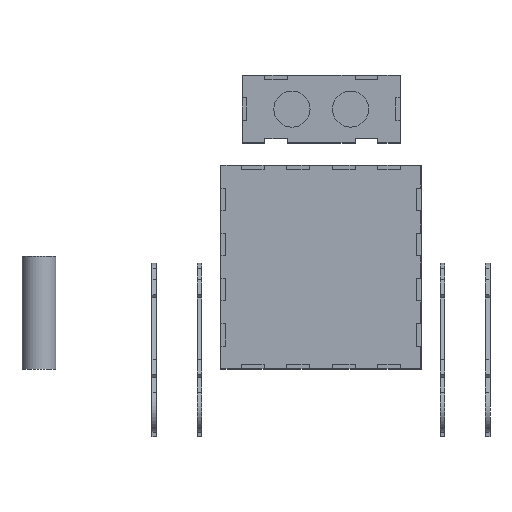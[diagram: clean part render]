
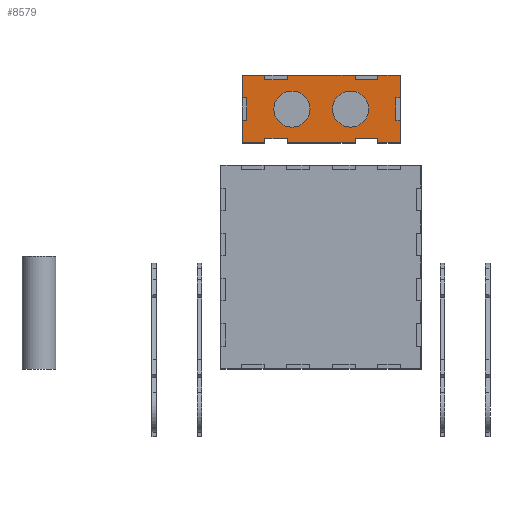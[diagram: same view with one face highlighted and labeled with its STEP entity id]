
A CAD part, top view. The second image highlights one B-rep face of the part: STEP entity #8579.
In plain terms, the highlighted planar face has unit normal (0, 0, 1).
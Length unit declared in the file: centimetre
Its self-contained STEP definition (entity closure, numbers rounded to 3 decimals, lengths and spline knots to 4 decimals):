
#95=FACE_BOUND('',#986,.T.);
#96=FACE_BOUND('',#987,.T.);
#130=CIRCLE('',#9032,0.8);
#132=CIRCLE('',#9035,0.8);
#536=FACE_OUTER_BOUND('',#985,.T.);
#985=EDGE_LOOP('',(#7321,#7322,#7323,#7324,#7325,#7326,#7327,#7328,#7329,
#7330,#7331,#7332,#7333,#7334,#7335,#7336,#7337,#7338,#7339,#7340,#7341,
#7342,#7343,#7344,#7345,#7346,#7347,#7348));
#986=EDGE_LOOP('',(#7349));
#987=EDGE_LOOP('',(#7350));
#1949=LINE('',#13165,#3113);
#1952=LINE('',#13171,#3116);
#1955=LINE('',#13177,#3119);
#1958=LINE('',#13183,#3122);
#1961=LINE('',#13189,#3125);
#1964=LINE('',#13195,#3128);
#1967=LINE('',#13201,#3131);
#1970=LINE('',#13207,#3134);
#1973=LINE('',#13213,#3137);
#1976=LINE('',#13219,#3140);
#1979=LINE('',#13225,#3143);
#1982=LINE('',#13231,#3146);
#1985=LINE('',#13237,#3149);
#1988=LINE('',#13243,#3152);
#1991=LINE('',#13249,#3155);
#1994=LINE('',#13255,#3158);
#1997=LINE('',#13261,#3161);
#2000=LINE('',#13267,#3164);
#2003=LINE('',#13273,#3167);
#2006=LINE('',#13279,#3170);
#2009=LINE('',#13285,#3173);
#2012=LINE('',#13291,#3176);
#2015=LINE('',#13297,#3179);
#2018=LINE('',#13303,#3182);
#2021=LINE('',#13309,#3185);
#2024=LINE('',#13315,#3188);
#2027=LINE('',#13321,#3191);
#2030=LINE('',#13325,#3194);
#3113=VECTOR('',#10755,1.);
#3116=VECTOR('',#10760,1.);
#3119=VECTOR('',#10765,1.);
#3122=VECTOR('',#10770,1.);
#3125=VECTOR('',#10775,1.);
#3128=VECTOR('',#10780,1.);
#3131=VECTOR('',#10785,1.);
#3134=VECTOR('',#10790,1.);
#3137=VECTOR('',#10795,1.);
#3140=VECTOR('',#10800,1.);
#3143=VECTOR('',#10805,1.);
#3146=VECTOR('',#10810,1.);
#3149=VECTOR('',#10815,1.);
#3152=VECTOR('',#10820,1.);
#3155=VECTOR('',#10825,1.);
#3158=VECTOR('',#10830,1.);
#3161=VECTOR('',#10835,1.);
#3164=VECTOR('',#10840,1.);
#3167=VECTOR('',#10845,1.);
#3170=VECTOR('',#10850,1.);
#3173=VECTOR('',#10855,1.);
#3176=VECTOR('',#10860,1.);
#3179=VECTOR('',#10865,1.);
#3182=VECTOR('',#10870,1.);
#3185=VECTOR('',#10875,1.);
#3188=VECTOR('',#10880,1.);
#3191=VECTOR('',#10885,1.);
#3194=VECTOR('',#10890,1.);
#4009=VERTEX_POINT('',#13149);
#4011=VERTEX_POINT('',#13154);
#4015=VERTEX_POINT('',#13162);
#4016=VERTEX_POINT('',#13164);
#4018=VERTEX_POINT('',#13170);
#4020=VERTEX_POINT('',#13176);
#4022=VERTEX_POINT('',#13182);
#4024=VERTEX_POINT('',#13188);
#4026=VERTEX_POINT('',#13194);
#4028=VERTEX_POINT('',#13200);
#4030=VERTEX_POINT('',#13206);
#4032=VERTEX_POINT('',#13212);
#4034=VERTEX_POINT('',#13218);
#4036=VERTEX_POINT('',#13224);
#4038=VERTEX_POINT('',#13230);
#4040=VERTEX_POINT('',#13236);
#4042=VERTEX_POINT('',#13242);
#4044=VERTEX_POINT('',#13248);
#4046=VERTEX_POINT('',#13254);
#4048=VERTEX_POINT('',#13260);
#4050=VERTEX_POINT('',#13266);
#4052=VERTEX_POINT('',#13272);
#4054=VERTEX_POINT('',#13278);
#4056=VERTEX_POINT('',#13284);
#4058=VERTEX_POINT('',#13290);
#4060=VERTEX_POINT('',#13296);
#4062=VERTEX_POINT('',#13302);
#4064=VERTEX_POINT('',#13308);
#4066=VERTEX_POINT('',#13314);
#4068=VERTEX_POINT('',#13320);
#5111=EDGE_CURVE('',#4009,#4009,#130,.T.);
#5113=EDGE_CURVE('',#4011,#4011,#132,.T.);
#5117=EDGE_CURVE('',#4016,#4015,#1949,.T.);
#5120=EDGE_CURVE('',#4018,#4016,#1952,.T.);
#5123=EDGE_CURVE('',#4020,#4018,#1955,.T.);
#5126=EDGE_CURVE('',#4022,#4020,#1958,.T.);
#5129=EDGE_CURVE('',#4024,#4022,#1961,.T.);
#5132=EDGE_CURVE('',#4026,#4024,#1964,.T.);
#5135=EDGE_CURVE('',#4028,#4026,#1967,.T.);
#5138=EDGE_CURVE('',#4030,#4028,#1970,.T.);
#5141=EDGE_CURVE('',#4032,#4030,#1973,.T.);
#5144=EDGE_CURVE('',#4034,#4032,#1976,.T.);
#5147=EDGE_CURVE('',#4036,#4034,#1979,.T.);
#5150=EDGE_CURVE('',#4038,#4036,#1982,.T.);
#5153=EDGE_CURVE('',#4040,#4038,#1985,.T.);
#5156=EDGE_CURVE('',#4042,#4040,#1988,.T.);
#5159=EDGE_CURVE('',#4044,#4042,#1991,.T.);
#5162=EDGE_CURVE('',#4046,#4044,#1994,.T.);
#5165=EDGE_CURVE('',#4048,#4046,#1997,.T.);
#5168=EDGE_CURVE('',#4050,#4048,#2000,.T.);
#5171=EDGE_CURVE('',#4052,#4050,#2003,.T.);
#5174=EDGE_CURVE('',#4054,#4052,#2006,.T.);
#5177=EDGE_CURVE('',#4056,#4054,#2009,.T.);
#5180=EDGE_CURVE('',#4058,#4056,#2012,.T.);
#5183=EDGE_CURVE('',#4060,#4058,#2015,.T.);
#5186=EDGE_CURVE('',#4062,#4060,#2018,.T.);
#5189=EDGE_CURVE('',#4064,#4062,#2021,.T.);
#5192=EDGE_CURVE('',#4066,#4064,#2024,.T.);
#5195=EDGE_CURVE('',#4068,#4066,#2027,.T.);
#5198=EDGE_CURVE('',#4015,#4068,#2030,.T.);
#7321=ORIENTED_EDGE('',*,*,#5198,.T.);
#7322=ORIENTED_EDGE('',*,*,#5195,.T.);
#7323=ORIENTED_EDGE('',*,*,#5192,.T.);
#7324=ORIENTED_EDGE('',*,*,#5189,.T.);
#7325=ORIENTED_EDGE('',*,*,#5186,.T.);
#7326=ORIENTED_EDGE('',*,*,#5183,.T.);
#7327=ORIENTED_EDGE('',*,*,#5180,.T.);
#7328=ORIENTED_EDGE('',*,*,#5177,.T.);
#7329=ORIENTED_EDGE('',*,*,#5174,.T.);
#7330=ORIENTED_EDGE('',*,*,#5171,.T.);
#7331=ORIENTED_EDGE('',*,*,#5168,.T.);
#7332=ORIENTED_EDGE('',*,*,#5165,.T.);
#7333=ORIENTED_EDGE('',*,*,#5162,.T.);
#7334=ORIENTED_EDGE('',*,*,#5159,.T.);
#7335=ORIENTED_EDGE('',*,*,#5156,.T.);
#7336=ORIENTED_EDGE('',*,*,#5153,.T.);
#7337=ORIENTED_EDGE('',*,*,#5150,.T.);
#7338=ORIENTED_EDGE('',*,*,#5147,.T.);
#7339=ORIENTED_EDGE('',*,*,#5144,.T.);
#7340=ORIENTED_EDGE('',*,*,#5141,.T.);
#7341=ORIENTED_EDGE('',*,*,#5138,.T.);
#7342=ORIENTED_EDGE('',*,*,#5135,.T.);
#7343=ORIENTED_EDGE('',*,*,#5132,.T.);
#7344=ORIENTED_EDGE('',*,*,#5129,.T.);
#7345=ORIENTED_EDGE('',*,*,#5126,.T.);
#7346=ORIENTED_EDGE('',*,*,#5123,.T.);
#7347=ORIENTED_EDGE('',*,*,#5120,.T.);
#7348=ORIENTED_EDGE('',*,*,#5117,.T.);
#7349=ORIENTED_EDGE('',*,*,#5113,.T.);
#7350=ORIENTED_EDGE('',*,*,#5111,.T.);
#8150=PLANE('',#9065);
#8579=ADVANCED_FACE('',(#536,#95,#96),#8150,.T.);
#9032=AXIS2_PLACEMENT_3D('',#13150,#10741,#10742);
#9035=AXIS2_PLACEMENT_3D('',#13155,#10747,#10748);
#9065=AXIS2_PLACEMENT_3D('',#13326,#10891,#10892);
#10741=DIRECTION('center_axis',(0.,0.,-1.));
#10742=DIRECTION('ref_axis',(1.,0.,0.));
#10747=DIRECTION('center_axis',(0.,0.,-1.));
#10748=DIRECTION('ref_axis',(1.,0.,0.));
#10755=DIRECTION('',(1.,0.,0.));
#10760=DIRECTION('',(0.,-1.,0.));
#10765=DIRECTION('',(1.,0.,0.));
#10770=DIRECTION('',(0.,1.,0.));
#10775=DIRECTION('',(1.,0.,0.));
#10780=DIRECTION('',(0.,-1.,0.));
#10785=DIRECTION('',(-1.,0.,0.));
#10790=DIRECTION('',(0.,-1.,0.));
#10795=DIRECTION('',(1.,0.,0.));
#10800=DIRECTION('',(0.,-1.,0.));
#10805=DIRECTION('',(-1.,0.,0.));
#10810=DIRECTION('',(0.,1.,0.));
#10815=DIRECTION('',(-1.,0.,0.));
#10820=DIRECTION('',(0.,-1.,0.));
#10825=DIRECTION('',(-1.,0.,0.));
#10830=DIRECTION('',(0.,1.,0.));
#10835=DIRECTION('',(-1.,0.,0.));
#10840=DIRECTION('',(0.,-1.,0.));
#10845=DIRECTION('',(-1.,0.,0.));
#10850=DIRECTION('',(0.,1.,0.));
#10855=DIRECTION('',(1.,0.,0.));
#10860=DIRECTION('',(0.,1.,0.));
#10865=DIRECTION('',(-1.,0.,0.));
#10870=DIRECTION('',(0.,1.,0.));
#10875=DIRECTION('',(1.,0.,0.));
#10880=DIRECTION('',(0.,-1.,0.));
#10885=DIRECTION('',(1.,0.,0.));
#10890=DIRECTION('',(0.,1.,0.));
#10891=DIRECTION('center_axis',(0.,0.,1.));
#10892=DIRECTION('ref_axis',(1.,0.,0.));
#13149=CARTESIAN_POINT('',(4.9999,11.5,7.2));
#13150=CARTESIAN_POINT('Origin',(5.7999,11.5,7.2));
#13154=CARTESIAN_POINT('',(2.4019,11.5,7.2));
#13155=CARTESIAN_POINT('Origin',(3.2019,11.5,7.2));
#13162=CARTESIAN_POINT('',(6.,10.,7.2));
#13164=CARTESIAN_POINT('',(3.,10.,7.2));
#13165=CARTESIAN_POINT('',(8.,10.,7.2));
#13170=CARTESIAN_POINT('',(3.,10.2,7.2));
#13171=CARTESIAN_POINT('',(3.,10.,7.2));
#13176=CARTESIAN_POINT('',(2.,10.2,7.2));
#13177=CARTESIAN_POINT('',(3.,10.2,7.2));
#13182=CARTESIAN_POINT('',(2.,10.,7.2));
#13183=CARTESIAN_POINT('',(2.,10.2,7.2));
#13188=CARTESIAN_POINT('',(1.,10.,7.2));
#13189=CARTESIAN_POINT('',(8.,10.,7.2));
#13194=CARTESIAN_POINT('',(1.,11.,7.2));
#13195=CARTESIAN_POINT('',(1.,10.,7.2));
#13200=CARTESIAN_POINT('',(1.2,11.,7.2));
#13201=CARTESIAN_POINT('',(1.2,11.,7.2));
#13206=CARTESIAN_POINT('',(1.2,12.,7.2));
#13207=CARTESIAN_POINT('',(1.2,12.,7.2));
#13212=CARTESIAN_POINT('',(1.,12.,7.2));
#13213=CARTESIAN_POINT('',(1.,12.,7.2));
#13218=CARTESIAN_POINT('',(1.,13.,7.2));
#13219=CARTESIAN_POINT('',(1.,10.,7.2));
#13224=CARTESIAN_POINT('',(2.,13.,7.2));
#13225=CARTESIAN_POINT('',(1.,13.,7.2));
#13230=CARTESIAN_POINT('',(2.,12.8,7.2));
#13231=CARTESIAN_POINT('',(2.,12.8,7.2));
#13236=CARTESIAN_POINT('',(3.,12.8,7.2));
#13237=CARTESIAN_POINT('',(3.,12.8,7.2));
#13242=CARTESIAN_POINT('',(3.,13.,7.2));
#13243=CARTESIAN_POINT('',(3.,13.,7.2));
#13248=CARTESIAN_POINT('',(6.,13.,7.2));
#13249=CARTESIAN_POINT('',(1.,13.,7.2));
#13254=CARTESIAN_POINT('',(6.,12.8,7.2));
#13255=CARTESIAN_POINT('',(6.,13.,7.2));
#13260=CARTESIAN_POINT('',(7.,12.8,7.2));
#13261=CARTESIAN_POINT('',(6.,12.8,7.2));
#13266=CARTESIAN_POINT('',(7.,13.,7.2));
#13267=CARTESIAN_POINT('',(7.,12.8,7.2));
#13272=CARTESIAN_POINT('',(8.,13.,7.2));
#13273=CARTESIAN_POINT('',(1.,13.,7.2));
#13278=CARTESIAN_POINT('',(8.,12.,7.2));
#13279=CARTESIAN_POINT('',(8.,13.,7.2));
#13284=CARTESIAN_POINT('',(7.8,12.,7.2));
#13285=CARTESIAN_POINT('',(7.8,12.,7.2));
#13290=CARTESIAN_POINT('',(7.8,11.,7.2));
#13291=CARTESIAN_POINT('',(7.8,11.,7.2));
#13296=CARTESIAN_POINT('',(8.,11.,7.2));
#13297=CARTESIAN_POINT('',(8.,11.,7.2));
#13302=CARTESIAN_POINT('',(8.,10.,7.2));
#13303=CARTESIAN_POINT('',(8.,13.,7.2));
#13308=CARTESIAN_POINT('',(7.,10.,7.2));
#13309=CARTESIAN_POINT('',(8.,10.,7.2));
#13314=CARTESIAN_POINT('',(7.,10.2,7.2));
#13315=CARTESIAN_POINT('',(7.,10.2,7.2));
#13320=CARTESIAN_POINT('',(6.,10.2,7.2));
#13321=CARTESIAN_POINT('',(6.,10.2,7.2));
#13325=CARTESIAN_POINT('',(6.,10.,7.2));
#13326=CARTESIAN_POINT('Origin',(4.5,11.5,7.2));
